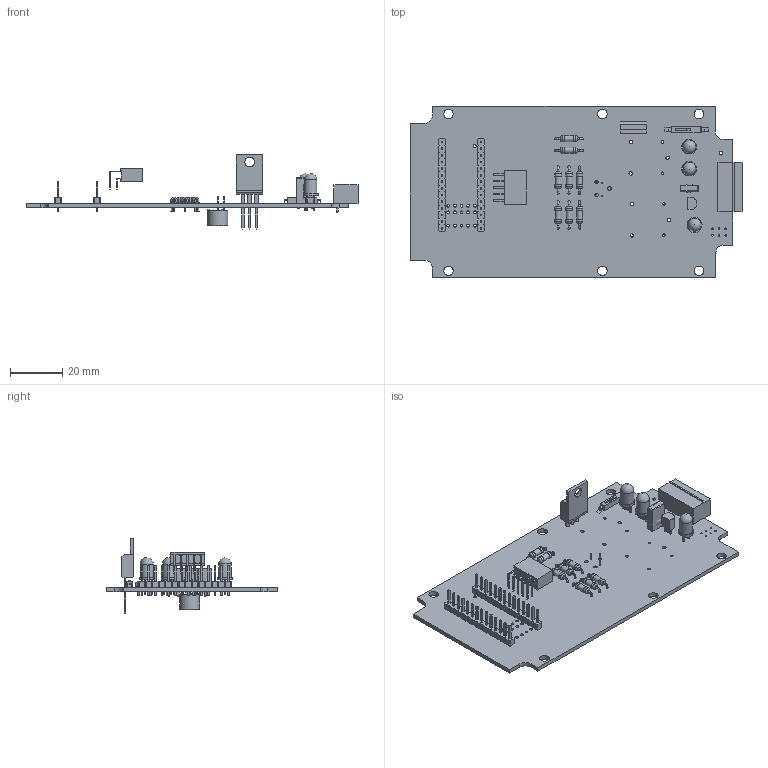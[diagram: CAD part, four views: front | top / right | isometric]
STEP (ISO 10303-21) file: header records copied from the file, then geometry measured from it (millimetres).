
FILE_DESCRIPTION(('FreeCAD Model'),'2;1');
FILE_NAME('Hyperwiper 2020 production prototype1.step', '2020-11-06T21:28:02',('kicad StepUp'),('ksu MCAD'), 'Open CASCADE STEP processor 7.3','FreeCAD','Unknown');
FILE_SCHEMA(('AUTOMOTIVE_DESIGN { 1 0 10303 214 1 1 1 1 }'));
Length unit declared in the file: millimetre
Products named in the file (23): Local_CS_78c2; Pcb_78c2; "D2"_LED_D5.0mm-4_02eac428-0b1e-421f-9829-f35d5ced4345; "R5"_R_Axial_DIN0207_L63mm_D25mm_P1016mm_Horizontal_
0e1308c0-cae4-4ad7-b0d9-5afac29d2409; "R3"_R_Axial_DIN0207_L63mm_D25mm_P1016mm_Horizontal_
0e96d09b-e606-4b71-9e9e-f78dfa4a3934; "R4"_R_Axial_DIN0207_L63mm_D25mm_P1016mm_Horizontal_
22a9038a-58d2-417d-91bc-d0e2a1f4cf20; "Q1"_TO-92_Inline_Narrow_3a93fc5b-8c1d-4c11-8d49-5a472807c64b; "J1"_MC_01x05_G_3_5mm_3a946202-0474-4bae-9991-dd038dda4208[2]; "SW2"_SW_SPST_REED_CT10-XXXX-G1_3cb87ef9-a7f3-4ade-8de4-fce4332b3eb3; "C1"_C_Rect_L70mm_W25mm_P500mm_71d4f0e4-4f2e-4189-b31f-9beca3b8fe01; "C1"_C_Disc_D51mm_W32mm_P500mm_71d4f0e4-4f2e-4189-b31f-9beca3b8fe01[2]; "R7"_R_Axial_DIN0207_L63mm_D25mm_P1016mm_Horizontal_
7e686bd7-2e8b-4a95-bb6d-3d58d48500a6; "R9"_R_Axial_DIN0207_L63mm_D25mm_P1016mm_Horizontal_
8762a0db-8724-46d3-820d-945402c1a731; "R8"_R_Axial_DIN0207_L63mm_D25mm_P1016mm_Horizontal_
8e5d8025-91ce-47c3-b4e8-ec9fbcf28319; "U1"_PinSocket_2x05_P254mm_Horizontal_
95eba308-20b0-42c7-9b9e-e6c8cd1c7277[2]; "U1"_PinHeader_1x14_P254mm_Vertical_
95eba308-20b0-42c7-9b9e-e6c8cd1c7277[5]; "U1"_PinHeader_1x14_P254mm_Vertical_
95eba308-20b0-42c7-9b9e-e6c8cd1c7277[6]; "R6"_R_Axial_DIN0207_L63mm_D25mm_P1016mm_Horizontal_
c33f17e7-3a73-42ce-8d79-d89bba2dc584; "U3"_TO-220-3_Vertical_c9441413-8efb-4d35-b06b-930d09d83b51; "R1"_R_Axial_DIN0207_L63mm_D25mm_P1016mm_Horizontal_
ccd66920-fefd-46d2-a9b6-ea892fe1f41a; "D3"_LED_D5.0mm_Clear_ea12293f-985b-41db-a978-54f6a296a9e1; "D1"_LED_D5.0mm-4_f5fb7779-d6aa-453b-b399-ea39cf317ab2; "RV1"_Potentiometer_Bourns_3339P_Vertical_
6f3af205-3ee8-4196-99a5-fc6afe2a9584[2]
Bounding box: 127.25 x 65.75 x 28.52 mm (x, y, z)
Volume: 16081.6 mm3; surface area: 23211.6 mm2
Topology: 25 solids, 25 shells, 1801 faces, 4384 edges, 2778 vertices
Faces by surface type: plane 1530, cylinder 227, torus 33, sphere 9, revolution 2
Full cylindrical faces by diameter (mm): 0.43 x3, 0.5 x6, 0.6 x38, 0.75 x3, 0.8 x18, 0.9 x10, 1 x4, 1.1 x47, 1.3 x9, 1.4 x5, 2.25 x8, 2.5 x16, 3.64 x6, 3.735 x1, 4.9 x1, 5 x3, 7.62 x1
Entity records: 64142 total; most frequent: CARTESIAN_POINT 9135, ORIENTED_EDGE 8750, DIRECTION 8548, EDGE_CURVE 4375, LINE 3796, VECTOR 3796, VERTEX_POINT 2778, AXIS2_PLACEMENT_3D 2375
